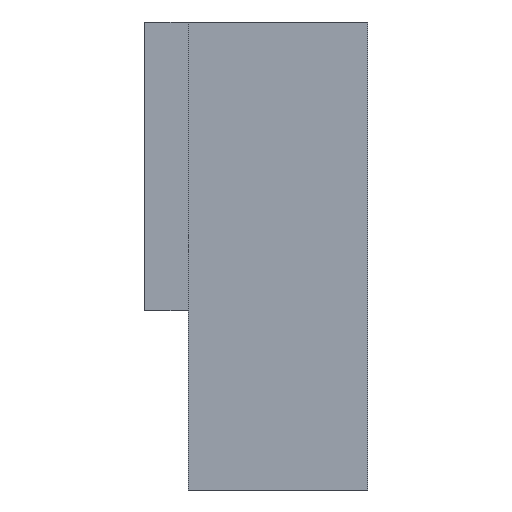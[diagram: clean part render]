
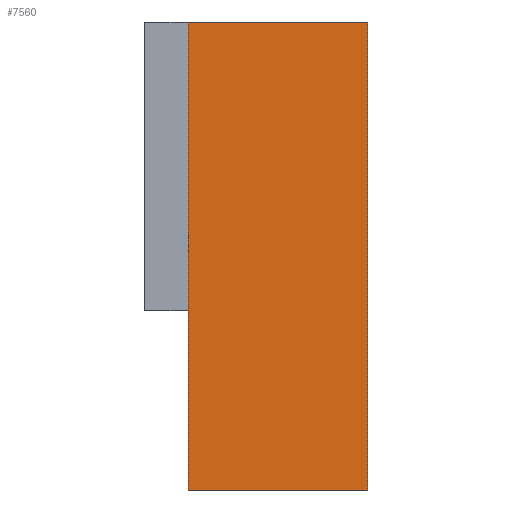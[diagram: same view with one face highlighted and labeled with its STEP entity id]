
A CAD part, left-side view. The second image highlights one B-rep face of the part: STEP entity #7560.
In plain terms, the highlighted planar face has unit normal (-1, 0, 0).
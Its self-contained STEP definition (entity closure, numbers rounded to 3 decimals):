
#1=DIRECTION('',(0.,0.,1.));
#2=VECTOR('',#1,12.8);
#3=CARTESIAN_POINT('',(-19.41,2.45,-12.8));
#4=LINE('',#3,#2);
#5=DIRECTION('',(0.,-1.,0.));
#6=VECTOR('',#5,4.9);
#7=CARTESIAN_POINT('',(-19.41,2.45,0.));
#8=LINE('',#7,#6);
#9=DIRECTION('',(0.,0.,-1.));
#10=VECTOR('',#9,12.8);
#11=CARTESIAN_POINT('',(-19.41,-2.45,0.));
#12=LINE('',#11,#10);
#13=DIRECTION('',(0.,1.,0.));
#14=VECTOR('',#13,4.9);
#15=CARTESIAN_POINT('',(-19.41,-2.45,-12.8));
#16=LINE('',#15,#14);
#5689=CARTESIAN_POINT('',(-19.41,2.45,-12.8));
#5690=CARTESIAN_POINT('',(-19.41,2.45,0.));
#5691=VERTEX_POINT('',#5689);
#5692=VERTEX_POINT('',#5690);
#5693=CARTESIAN_POINT('',(-19.41,-2.45,0.));
#5694=VERTEX_POINT('',#5693);
#5695=CARTESIAN_POINT('',(-19.41,-2.45,-12.8));
#5696=VERTEX_POINT('',#5695);
#7545=CARTESIAN_POINT('',(-19.41,0.,0.));
#7546=DIRECTION('',(1.,0.,0.));
#7547=DIRECTION('',(0.,-1.,0.));
#7548=AXIS2_PLACEMENT_3D('',#7545,#7546,#7547);
#7549=PLANE('',#7548);
#7551=ORIENTED_EDGE('',*,*,#7550,.T.);
#7553=ORIENTED_EDGE('',*,*,#7552,.T.);
#7555=ORIENTED_EDGE('',*,*,#7554,.T.);
#7557=ORIENTED_EDGE('',*,*,#7556,.T.);
#7558=EDGE_LOOP('',(#7551,#7553,#7555,#7557));
#7559=FACE_OUTER_BOUND('',#7558,.F.);
#7550=EDGE_CURVE('',#5691,#5692,#4,.T.);
#7552=EDGE_CURVE('',#5692,#5694,#8,.T.);
#7554=EDGE_CURVE('',#5694,#5696,#12,.T.);
#7556=EDGE_CURVE('',#5696,#5691,#16,.T.);
#7560=ADVANCED_FACE('',(#7559),#7549,.F.);
